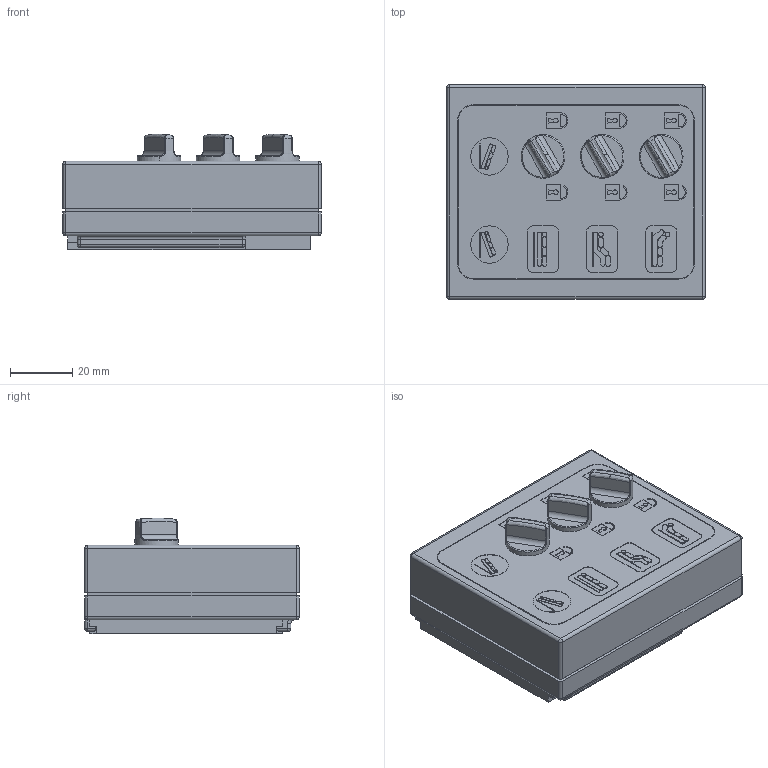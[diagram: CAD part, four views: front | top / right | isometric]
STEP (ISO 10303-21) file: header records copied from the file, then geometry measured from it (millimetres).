
FILE_DESCRIPTION (( 'STEP AP203' ), '1' );
FILE_NAME ('Kontrollbox.STEP', '2013-06-24T13:40:29', ( 'admin' ), ( 'Hewlett-Packard Company' ), 'SwSTEP 2.0', 'SolidWorks 2012', '' );
FILE_SCHEMA (( 'CONFIG_CONTROL_DESIGN' ));
Length unit declared in the file: millimetre
Products named in the file (1): Kontrollbox
Bounding box: 83 x 69 x 37.2 mm (x, y, z)
Volume: 151622.6 mm3; surface area: 33938.4 mm2
Topology: 2 solids, 2 shells, 572 faces, 1426 edges, 890 vertices
Faces by surface type: plane 295, cylinder 177, bspline 86, cone 14
Entity records: 18860 total; most frequent: CARTESIAN_POINT 5594, ORIENTED_EDGE 2780, DIRECTION 2656, EDGE_CURVE 1390, AXIS2_PLACEMENT_3D 905, VERTEX_POINT 890, LINE 846, VECTOR 846
